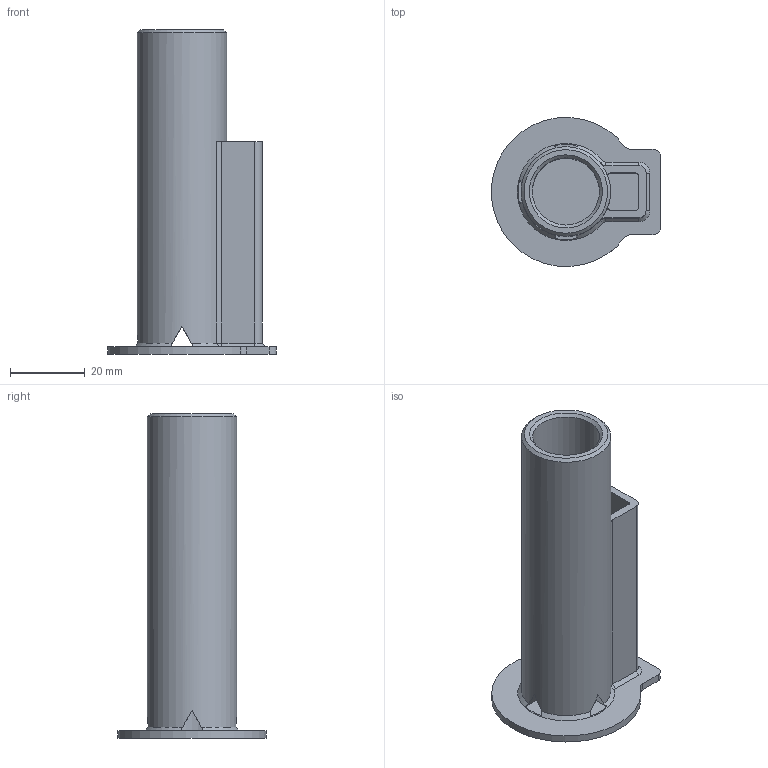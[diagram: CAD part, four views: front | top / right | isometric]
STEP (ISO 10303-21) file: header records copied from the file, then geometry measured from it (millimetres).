
FILE_DESCRIPTION(('FreeCAD Model'),'2;1');
FILE_NAME('Open CASCADE Shape Model','2025-09-04T23:08:23',(''),(''), 'Open CASCADE STEP processor 7.8','FreeCAD','Unknown');
FILE_SCHEMA(('AUTOMOTIVE_DESIGN { 1 0 10303 214 1 1 1 1 }'));
Length unit declared in the file: millimetre
Products named in the file (1): Body
Bounding box: 45.3 x 39.94 x 87 mm (x, y, z)
Volume: 23000.8 mm3; surface area: 17353.7 mm2
Topology: 1 solids, 1 shells, 49 faces, 138 edges, 90 vertices
Faces by surface type: plane 27, cylinder 15, cone 7
Full cylindrical faces by diameter (mm): 18 x1, 24 x1
Entity records: 3560 total; most frequent: CARTESIAN_POINT 764, DIRECTION 548, ORIENTED_EDGE 276, PCURVE 276, DEFINITIONAL_REPRESENTATION 276, LINE 262, VECTOR 262, EDGE_CURVE 138
